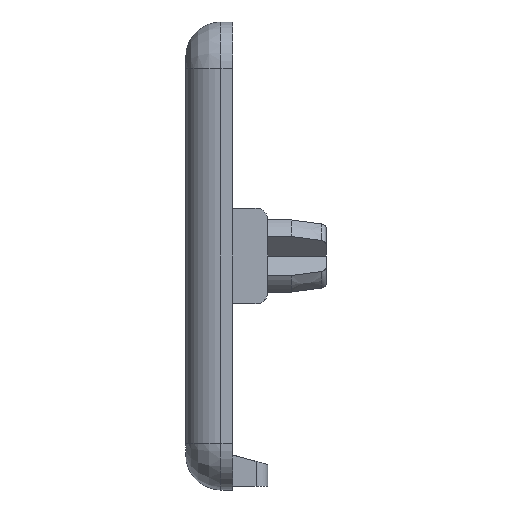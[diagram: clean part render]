
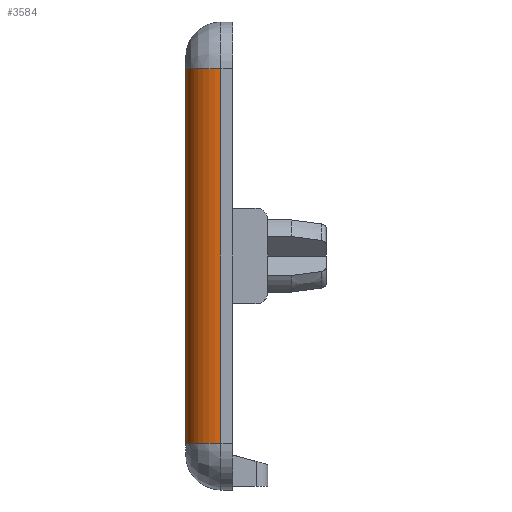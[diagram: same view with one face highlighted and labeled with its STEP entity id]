
A CAD part, left-side view. The second image highlights one B-rep face of the part: STEP entity #3584.
In plain terms, the highlighted cylindrical face has radius 3 mm (diameter 6 mm), a partial arc.
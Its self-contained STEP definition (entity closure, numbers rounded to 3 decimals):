
#2601 = PLANE('',#2602);
#2602 = AXIS2_PLACEMENT_3D('',#2603,#2604,#2605);
#2603 = CARTESIAN_POINT('',(-20.,-4.,-16.));
#2604 = DIRECTION('',(-1.,0.,0.));
#2605 = DIRECTION('',(0.,0.,1.));
#2741 = VERTEX_POINT('',#2742);
#2742 = CARTESIAN_POINT('',(-20.,-3.,-16.));
#2780 = SURFACE_OF_REVOLUTION('',#2781,#2794);
#2781 = B_SPLINE_CURVE_WITH_KNOTS('',6,(#2782,#2783,#2784,#2785,#2786,
    #2787,#2788,#2789,#2790,#2791,#2792,#2793),.UNSPECIFIED.,.F.,.F.,(7,
    5,7),(0.,0.785,1.571),.UNSPECIFIED.);
#2782 = CARTESIAN_POINT('',(-16.,-3.,-12.));
#2783 = CARTESIAN_POINT('',(-16.,-2.607,-12.));
#2784 = CARTESIAN_POINT('',(-16.,-2.215,-12.062));
#2785 = CARTESIAN_POINT('',(-16.,-1.834,-12.185));
#2786 = CARTESIAN_POINT('',(-16.,-1.478,-12.367));
#2787 = CARTESIAN_POINT('',(-16.,-1.156,-12.601));
#2788 = CARTESIAN_POINT('',(-16.,-0.601,-13.156));
#2789 = CARTESIAN_POINT('',(-16.,-0.367,-13.478));
#2790 = CARTESIAN_POINT('',(-16.,-0.185,-13.834));
#2791 = CARTESIAN_POINT('',(-16.,-0.062,-14.215));
#2792 = CARTESIAN_POINT('',(-16.,0.,-14.607));
#2793 = CARTESIAN_POINT('',(-16.,0.,-15.));
#2794 = AXIS1_PLACEMENT('',#2795,#2796);
#2795 = CARTESIAN_POINT('',(-16.,-3.,-16.));
#2796 = DIRECTION('',(0.,1.,0.));
#2830 = VERTEX_POINT('',#2831);
#2831 = CARTESIAN_POINT('',(-20.,-3.,16.));
#2852 = EDGE_CURVE('',#2741,#2830,#2853,.T.);
#2853 = SURFACE_CURVE('',#2854,(#2858,#2865),.PCURVE_S1.);
#2854 = LINE('',#2855,#2856);
#2855 = CARTESIAN_POINT('',(-20.,-3.,-16.));
#2856 = VECTOR('',#2857,1.);
#2857 = DIRECTION('',(0.,0.,1.));
#2858 = PCURVE('',#2601,#2859);
#2859 = DEFINITIONAL_REPRESENTATION('',(#2860),#2864);
#2860 = LINE('',#2861,#2862);
#2861 = CARTESIAN_POINT('',(0.,1.));
#2862 = VECTOR('',#2863,1.);
#2863 = DIRECTION('',(1.,0.));
#2864 = ( GEOMETRIC_REPRESENTATION_CONTEXT(2) 
PARAMETRIC_REPRESENTATION_CONTEXT() REPRESENTATION_CONTEXT('2D SPACE',''
  ) );
#2865 = PCURVE('',#2866,#2871);
#2866 = CYLINDRICAL_SURFACE('',#2867,3.);
#2867 = AXIS2_PLACEMENT_3D('',#2868,#2869,#2870);
#2868 = CARTESIAN_POINT('',(-17.,-3.,-16.));
#2869 = DIRECTION('',(0.,0.,1.));
#2870 = DIRECTION('',(1.,0.,-0.));
#2871 = DEFINITIONAL_REPRESENTATION('',(#2872),#2876);
#2872 = LINE('',#2873,#2874);
#2873 = CARTESIAN_POINT('',(3.142,0.));
#2874 = VECTOR('',#2875,1.);
#2875 = DIRECTION('',(0.,1.));
#2876 = ( GEOMETRIC_REPRESENTATION_CONTEXT(2) 
PARAMETRIC_REPRESENTATION_CONTEXT() REPRESENTATION_CONTEXT('2D SPACE',''
  ) );
#2921 = SURFACE_OF_REVOLUTION('',#2922,#2935);
#2922 = B_SPLINE_CURVE_WITH_KNOTS('',6,(#2923,#2924,#2925,#2926,#2927,
    #2928,#2929,#2930,#2931,#2932,#2933,#2934),.UNSPECIFIED.,.F.,.F.,(7,
    5,7),(0.,0.785,1.571),
  .UNSPECIFIED.);
#2923 = CARTESIAN_POINT('',(-16.,-3.,20.));
#2924 = CARTESIAN_POINT('',(-16.,-2.607,20.));
#2925 = CARTESIAN_POINT('',(-16.,-2.215,19.938));
#2926 = CARTESIAN_POINT('',(-16.,-1.834,19.815));
#2927 = CARTESIAN_POINT('',(-16.,-1.478,19.633));
#2928 = CARTESIAN_POINT('',(-16.,-1.156,19.399));
#2929 = CARTESIAN_POINT('',(-16.,-0.601,18.844));
#2930 = CARTESIAN_POINT('',(-16.,-0.367,18.522));
#2931 = CARTESIAN_POINT('',(-16.,-0.185,18.166));
#2932 = CARTESIAN_POINT('',(-16.,-0.062,17.785));
#2933 = CARTESIAN_POINT('',(-16.,0.,17.393));
#2934 = CARTESIAN_POINT('',(-16.,0.,17.));
#2935 = AXIS1_PLACEMENT('',#2936,#2937);
#2936 = CARTESIAN_POINT('',(-16.,-3.,16.));
#2937 = DIRECTION('',(0.,1.,0.));
#3356 = PLANE('',#3357);
#3357 = AXIS2_PLACEMENT_3D('',#3358,#3359,#3360);
#3358 = CARTESIAN_POINT('',(-16.,0.,-16.));
#3359 = DIRECTION('',(0.,1.,0.));
#3360 = DIRECTION('',(0.,-0.,1.));
#3470 = VERTEX_POINT('',#3471);
#3471 = CARTESIAN_POINT('',(-17.,0.,-16.));
#3493 = EDGE_CURVE('',#3470,#3494,#3496,.T.);
#3494 = VERTEX_POINT('',#3495);
#3495 = CARTESIAN_POINT('',(-17.,0.,16.));
#3496 = SURFACE_CURVE('',#3497,(#3501,#3508),.PCURVE_S1.);
#3497 = LINE('',#3498,#3499);
#3498 = CARTESIAN_POINT('',(-17.,0.,-16.));
#3499 = VECTOR('',#3500,1.);
#3500 = DIRECTION('',(0.,0.,1.));
#3501 = PCURVE('',#3356,#3502);
#3502 = DEFINITIONAL_REPRESENTATION('',(#3503),#3507);
#3503 = LINE('',#3504,#3505);
#3504 = CARTESIAN_POINT('',(0.,-1.));
#3505 = VECTOR('',#3506,1.);
#3506 = DIRECTION('',(1.,0.));
#3507 = ( GEOMETRIC_REPRESENTATION_CONTEXT(2) 
PARAMETRIC_REPRESENTATION_CONTEXT() REPRESENTATION_CONTEXT('2D SPACE',''
  ) );
#3508 = PCURVE('',#2866,#3509);
#3509 = DEFINITIONAL_REPRESENTATION('',(#3510),#3514);
#3510 = LINE('',#3511,#3512);
#3511 = CARTESIAN_POINT('',(1.571,0.));
#3512 = VECTOR('',#3513,1.);
#3513 = DIRECTION('',(0.,1.));
#3514 = ( GEOMETRIC_REPRESENTATION_CONTEXT(2) 
PARAMETRIC_REPRESENTATION_CONTEXT() REPRESENTATION_CONTEXT('2D SPACE',''
  ) );
#3584 = ADVANCED_FACE('',(#3585),#2866,.T.);
#3585 = FACE_BOUND('',#3586,.T.);
#3586 = EDGE_LOOP('',(#3587,#3609,#3610,#3632));
#3587 = ORIENTED_EDGE('',*,*,#3588,.F.);
#3588 = EDGE_CURVE('',#2741,#3470,#3589,.T.);
#3589 = SURFACE_CURVE('',#3590,(#3595,#3602),.PCURVE_S1.);
#3590 = CIRCLE('',#3591,3.);
#3591 = AXIS2_PLACEMENT_3D('',#3592,#3593,#3594);
#3592 = CARTESIAN_POINT('',(-17.,-3.,-16.));
#3593 = DIRECTION('',(0.,0.,-1.));
#3594 = DIRECTION('',(0.,1.,0.));
#3595 = PCURVE('',#2866,#3596);
#3596 = DEFINITIONAL_REPRESENTATION('',(#3597),#3601);
#3597 = LINE('',#3598,#3599);
#3598 = CARTESIAN_POINT('',(7.854,0.));
#3599 = VECTOR('',#3600,1.);
#3600 = DIRECTION('',(-1.,0.));
#3601 = ( GEOMETRIC_REPRESENTATION_CONTEXT(2) 
PARAMETRIC_REPRESENTATION_CONTEXT() REPRESENTATION_CONTEXT('2D SPACE',''
  ) );
#3602 = PCURVE('',#2780,#3603);
#3603 = DEFINITIONAL_REPRESENTATION('',(#3604),#3608);
#3604 = LINE('',#3605,#3606);
#3605 = CARTESIAN_POINT('',(4.712,-4.712));
#3606 = VECTOR('',#3607,1.);
#3607 = DIRECTION('',(0.,1.));
#3608 = ( GEOMETRIC_REPRESENTATION_CONTEXT(2) 
PARAMETRIC_REPRESENTATION_CONTEXT() REPRESENTATION_CONTEXT('2D SPACE',''
  ) );
#3609 = ORIENTED_EDGE('',*,*,#2852,.T.);
#3610 = ORIENTED_EDGE('',*,*,#3611,.F.);
#3611 = EDGE_CURVE('',#3494,#2830,#3612,.T.);
#3612 = SURFACE_CURVE('',#3613,(#3618,#3625),.PCURVE_S1.);
#3613 = CIRCLE('',#3614,3.);
#3614 = AXIS2_PLACEMENT_3D('',#3615,#3616,#3617);
#3615 = CARTESIAN_POINT('',(-17.,-3.,16.));
#3616 = DIRECTION('',(0.,0.,1.));
#3617 = DIRECTION('',(1.,0.,-0.));
#3618 = PCURVE('',#2866,#3619);
#3619 = DEFINITIONAL_REPRESENTATION('',(#3620),#3624);
#3620 = LINE('',#3621,#3622);
#3621 = CARTESIAN_POINT('',(0.,32.));
#3622 = VECTOR('',#3623,1.);
#3623 = DIRECTION('',(1.,0.));
#3624 = ( GEOMETRIC_REPRESENTATION_CONTEXT(2) 
PARAMETRIC_REPRESENTATION_CONTEXT() REPRESENTATION_CONTEXT('2D SPACE',''
  ) );
#3625 = PCURVE('',#2921,#3626);
#3626 = DEFINITIONAL_REPRESENTATION('',(#3627),#3631);
#3627 = LINE('',#3628,#3629);
#3628 = CARTESIAN_POINT('',(4.712,3.142));
#3629 = VECTOR('',#3630,1.);
#3630 = DIRECTION('',(0.,-1.));
#3631 = ( GEOMETRIC_REPRESENTATION_CONTEXT(2) 
PARAMETRIC_REPRESENTATION_CONTEXT() REPRESENTATION_CONTEXT('2D SPACE',''
  ) );
#3632 = ORIENTED_EDGE('',*,*,#3493,.F.);
